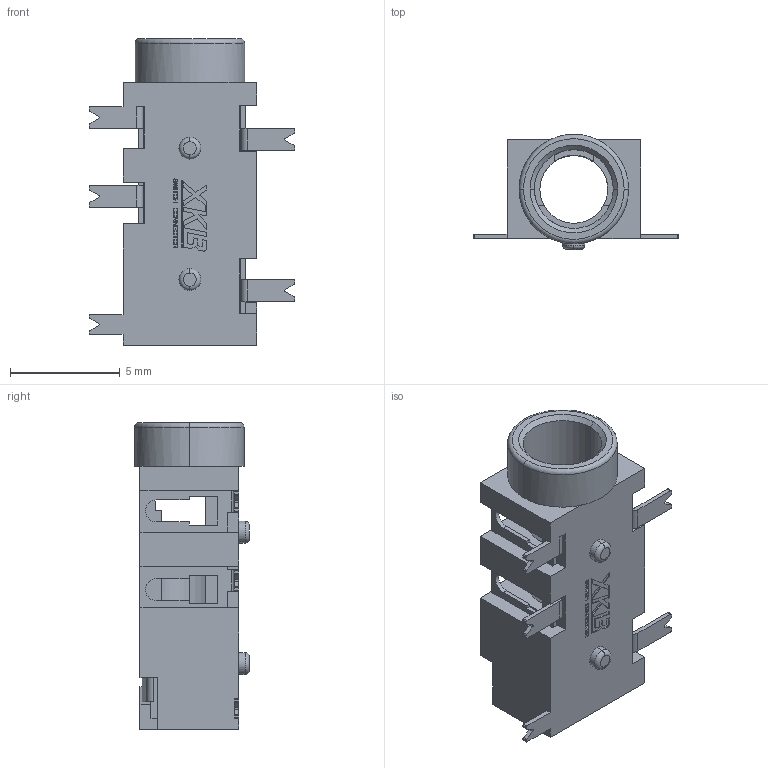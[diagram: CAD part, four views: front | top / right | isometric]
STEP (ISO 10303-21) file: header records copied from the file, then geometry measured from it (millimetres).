
FILE_DESCRIPTION((''),'2;1');
FILE_NAME('PJ-327AX-SMT','2020-04-03T',('Administrator'),(''),'PRO/ENGINEER BY PARAMETRIC TECHNOLOGY CORPORATION, 2010280','PRO/ENGINEER BY PARAMETRIC TECHNOLOGY CORPORATION, 2010280','');
FILE_SCHEMA(('CONFIG_CONTROL_DESIGN'));
Length unit declared in the file: millimetre
Products named in the file (1): PJ-327AX-SMT
Bounding box: 9.4 x 5.25 x 14 mm (x, y, z)
Volume: 203 mm3; surface area: 626.6 mm2
Topology: 2 solids, 2 shells, 672 faces, 1961 edges, 1299 vertices
Faces by surface type: plane 612, cylinder 52, torus 6, cone 2
Entity records: 21955 total; most frequent: CARTESIAN_POINT 3932, ORIENTED_EDGE 3922, DIRECTION 3443, EDGE_CURVE 1961, VECTOR 1823, LINE 1823, VERTEX_POINT 1299, AXIS2_PLACEMENT_3D 810
